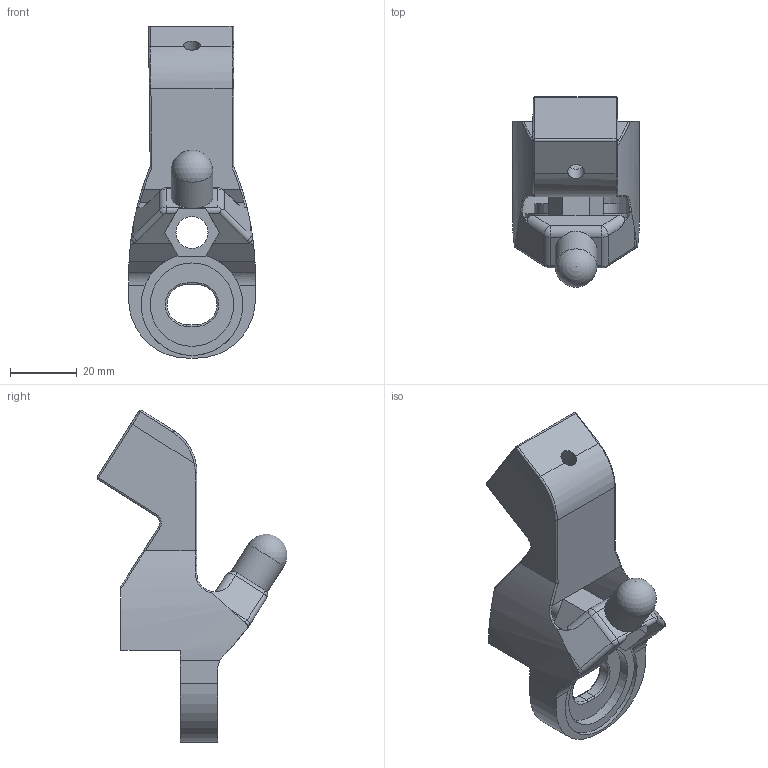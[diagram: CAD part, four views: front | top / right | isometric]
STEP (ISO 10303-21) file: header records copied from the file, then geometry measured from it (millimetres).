
FILE_DESCRIPTION(/* description */ (''),/* implementation_level */ '2;1');
FILE_NAME(/* name */ 'Double King Pin ver 5.step',/* time_stamp */ '2022-08-02T14:38:03-04:00',/* author */ (''),/* organization */ (''),/* preprocessor_version */ 'ST-DEVELOPER v19',/* originating_system */ 'Autodesk Translation Framework v11.7.0.108',/* authorisation */ '');
FILE_SCHEMA (('AUTOMOTIVE_DESIGN { 1 0 10303 214 3 1 1 }'));
Length unit declared in the file: millimetre
Products named in the file (1): Double King Pin ver 5
Bounding box: 38 x 56.96 x 99.54 mm (x, y, z)
Volume: 48956.4 mm3; surface area: 15555.7 mm2
Topology: 1 solids, 1 shells, 114 faces, 289 edges, 178 vertices
Faces by surface type: cylinder 46, plane 40, torus 10, bspline 10, sphere 7, cone 1
Full cylindrical faces by diameter (mm): 5 x1, 9.6 x1, 12.5 x1, 19.1 x1, 25 x2
Entity records: 4048 total; most frequent: CARTESIAN_POINT 1274, DIRECTION 581, ORIENTED_EDGE 576, EDGE_CURVE 288, AXIS2_PLACEMENT_3D 226, VERTEX_POINT 178, LINE 129, VECTOR 129
